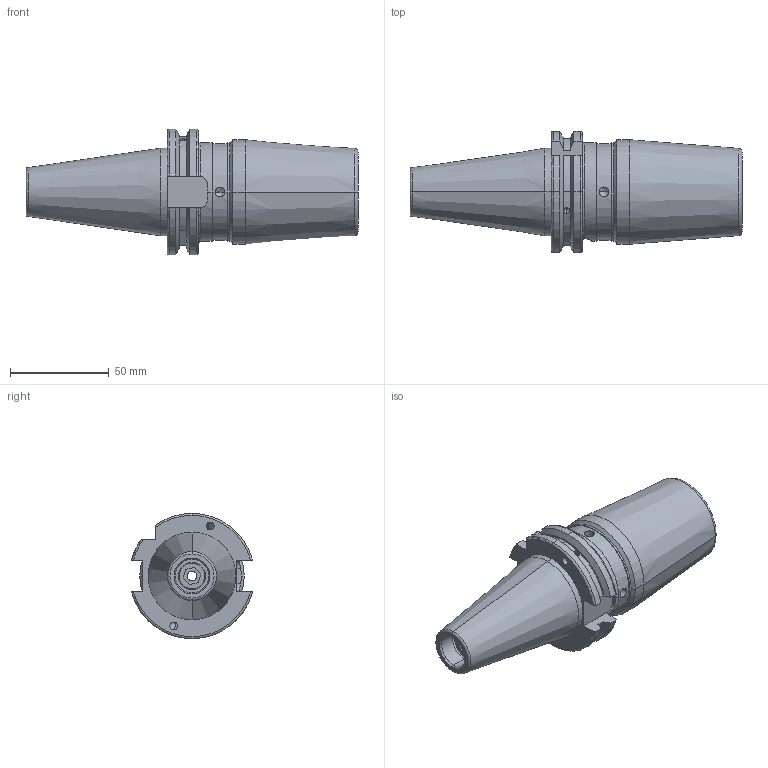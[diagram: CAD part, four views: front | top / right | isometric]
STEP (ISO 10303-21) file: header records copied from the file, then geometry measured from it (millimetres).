
FILE_DESCRIPTION (( 'STEP AP203' ), '1' );
FILE_NAME ('91406-SR225100.STEP', '2023-06-03T12:48:38', ( '' ), ( '' ), 'SwSTEP 2.0', 'SolidWorks 2018', '' );
FILE_SCHEMA (( 'CONFIG_CONTROL_DESIGN' ));
Length unit declared in the file: millimetre
Products named in the file (5): SK40SFC25100FWW; SCWM16X1P; GS-M4X4_DIN 913 - M4 x 4-N; 91406-SR225100
Assembly tree (5 placements, depth 3):
  91406-SR225100
    SK40SFC25100FWW
      SK40SFC25100FWW
      SCWM16X1P
      GS-M4X4_DIN 913 - M4 x 4-N  x2
Bounding box: 168.4 x 61.48 x 63.55 mm (x, y, z)
Volume: 221183 mm3; surface area: 41594 mm2
Topology: 4 solids, 4 shells, 246 faces, 624 edges, 390 vertices
Faces by surface type: cone 91, cylinder 74, plane 61, torus 16, bspline 4
Entity records: 7163 total; most frequent: CARTESIAN_POINT 1794, DIRECTION 1058, ORIENTED_EDGE 992, EDGE_CURVE 496, AXIS2_PLACEMENT_3D 422, VERTEX_POINT 314, EDGE_LOOP 222, CIRCLE 218
